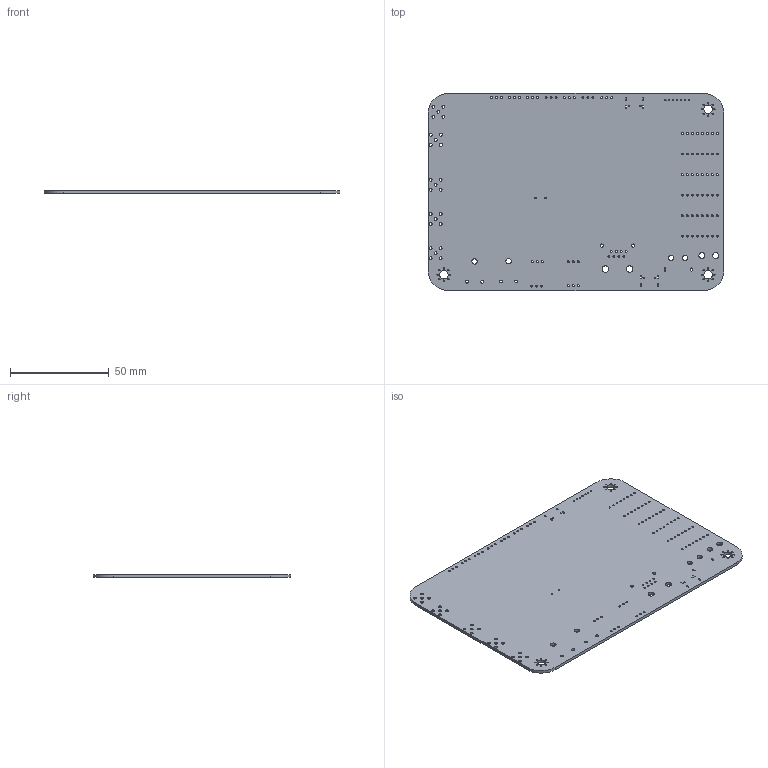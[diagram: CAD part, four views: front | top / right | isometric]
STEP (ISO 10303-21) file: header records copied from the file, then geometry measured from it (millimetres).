
FILE_DESCRIPTION(('KiCad electronic assembly'),'2;1');
FILE_NAME('rocket2-ecu.step','2025-11-12T13:52:35',('Pcbnew'),('Kicad'), 'Open CASCADE STEP processor 7.8','KiCad to STEP converter','Unknown' );
FILE_SCHEMA(('AUTOMOTIVE_DESIGN { 1 0 10303 214 1 1 1 1 }'));
Length unit declared in the file: millimetre
Products named in the file (2): rocket2-ecu 1; rocket2-ecu_PCB
Assembly tree (1 placements, depth 2):
  rocket2-ecu 1
    rocket2-ecu_PCB
Bounding box: 150 x 100 x 1.51 mm (x, y, z)
Volume: 22165.8 mm3; surface area: 31047.5 mm2
Topology: 1 solids, 1 shells, 218 faces, 648 edges, 432 vertices
Faces by surface type: cylinder 192, plane 26
Full cylindrical faces by diameter (mm): 0.6 x24, 0.65 x4, 0.75 x7, 0.762 x2, 0.9 x56, 1 x33, 1.5 x29, 1.6 x2, 2.7 x4, 3 x2, 3.25 x2, 4.3 x3
Entity records: 8285 total; most frequent: DIRECTION 1472, CARTESIAN_POINT 1300, ORIENTED_EDGE 1296, EDGE_CURVE 648, AXIS2_PLACEMENT_3D 604, FACE_BOUND 574, EDGE_LOOP 574, VERTEX_POINT 432
